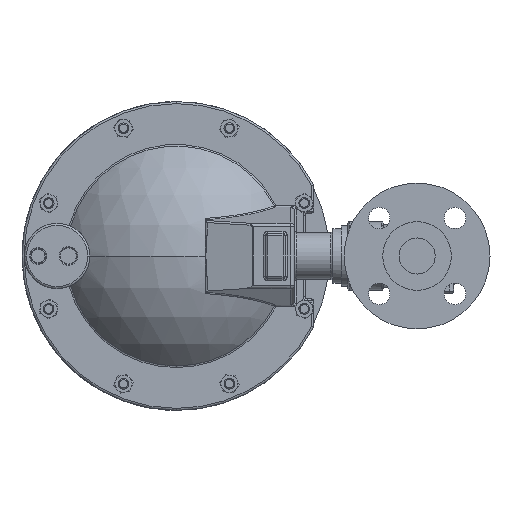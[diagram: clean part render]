
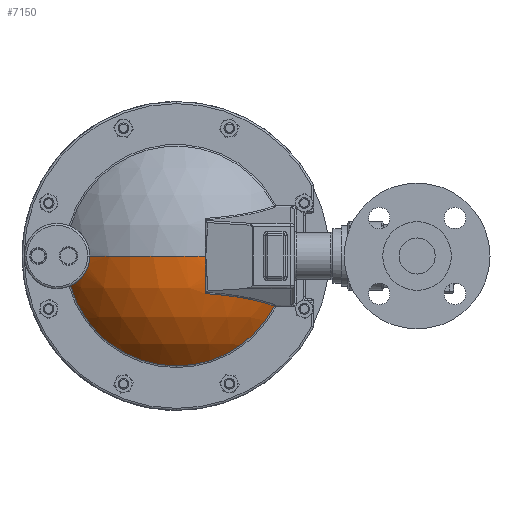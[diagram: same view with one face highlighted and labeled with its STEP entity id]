
A CAD part, left-side view. The second image highlights one B-rep face of the part: STEP entity #7150.
In plain terms, the highlighted spherical face has radius 101.6 mm.
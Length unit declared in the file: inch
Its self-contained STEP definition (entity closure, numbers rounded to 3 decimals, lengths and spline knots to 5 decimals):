
#2081 = EDGE_CURVE ( 'NONE', #7570, #48595, #49848, .T. ) ;
#2195 = CIRCLE ( 'NONE', #9531, 3.20295 ) ;
#2615 = CARTESIAN_POINT ( 'NONE',  ( 1.11814, 11.83634, 2.44422 ) ) ;
#2818 = CARTESIAN_POINT ( 'NONE',  ( 1.41073, 12.08316, 1.97751 ) ) ;
#3760 = AXIS2_PLACEMENT_3D ( 'NONE', #12268, #44578, #16878 ) ;
#4112 = CARTESIAN_POINT ( 'NONE',  ( 1.09628, 11.81691, 2.63737 ) ) ;
#4612 = CARTESIAN_POINT ( 'NONE',  ( 1.80091, 6.43881, 1.17787 ) ) ;
#4809 = FACE_OUTER_BOUND ( 'NONE', #11167, .T. ) ;
#6810 = CARTESIAN_POINT ( 'NONE',  ( 1.09628, 11.81691, 2.58139 ) ) ;
#7150 = ADVANCED_FACE ( 'NONE', ( #4809 ), #40201, .T. ) ;
#7225 = CARTESIAN_POINT ( 'NONE',  ( 1.14063, 11.85618, 2.36572 ) ) ;
#7421 = CARTESIAN_POINT ( 'NONE',  ( 1.50483, 12.15748, 1.90759 ) ) ;
#7570 = VERTEX_POINT ( 'NONE', #4612 ) ;
#7892 = CIRCLE ( 'NONE', #55345, 4. ) ;
#7980 = ORIENTED_EDGE ( 'NONE', *, *, #26075, .T. ) ;
#8076 = AXIS2_PLACEMENT_3D ( 'NONE', #29752, #57367, #34378 ) ;
#9163 = VERTEX_POINT ( 'NONE', #50726 ) ;
#9531 = AXIS2_PLACEMENT_3D ( 'NONE', #24121, #56407, #28807 ) ;
#10761 = CARTESIAN_POINT ( 'NONE',  ( 1.80091, 9.28991, -0.56558 ) ) ;
#11167 = EDGE_LOOP ( 'NONE', ( #58900, #48013, #53581, #7980, #53171, #17899, #47811, #44238 ) ) ;
#11868 = CARTESIAN_POINT ( 'NONE',  ( 1.16992, 11.88181, 2.29128 ) ) ;
#12068 = CARTESIAN_POINT ( 'NONE',  ( 1.58544, 12.21878, 1.86122 ) ) ;
#12268 = CARTESIAN_POINT ( 'NONE',  ( 4.19697, 8.44491, 2.63737 ) ) ;
#12521 = EDGE_CURVE ( 'NONE', #30060, #59822, #12702, .T. ) ;
#12702 = CIRCLE ( 'NONE', #12859, 3.20295 ) ;
#12859 = AXIS2_PLACEMENT_3D ( 'NONE', #49557, #21863, #54207 ) ;
#13954 = CARTESIAN_POINT ( 'NONE',  ( 4.19697, 9.28991, 2.63737 ) ) ;
#14066 = CARTESIAN_POINT ( 'NONE',  ( 1.80091, 12.37388, 1.77248 ) ) ;
#16282 = CARTESIAN_POINT ( 'NONE',  ( 4.19697, 8.44491, 2.63737 ) ) ;
#16489 = CARTESIAN_POINT ( 'NONE',  ( 1.20547, 11.91259, 2.22111 ) ) ;
#16510 = B_SPLINE_CURVE_WITH_KNOTS ( 'NONE', 3,
 ( #43773, #6810, #30294, #2615, #34917, #7225, #39549, #11868, #44177, #16489, #48802, #21112, #53466, #25819, #58113, #30492, #2818, #35111, #7421, #39747, #12068, #44381, #16694, #49006, #21311, #53665 ),
 .UNSPECIFIED., .F., .F.,
 ( 4, 2, 2, 2, 2, 2, 2, 2, 2, 2, 2, 2, 4 ),
 ( 0.03388, 0.03811, 0.04023, 0.04235, 0.04447, 0.04658, 0.05082, 0.05293, 0.05505, 0.05929, 0.0614, 0.06352, 0.06775 ),
 .UNSPECIFIED. ) ;
#16522 = EDGE_CURVE ( 'NONE', #9163, #49333, #54983, .T. ) ;
#16694 = CARTESIAN_POINT ( 'NONE',  ( 1.64821, 12.26537, 1.83035 ) ) ;
#16878 = DIRECTION ( 'NONE',  ( 0., 0., -1. ) ) ;
#17383 = CIRCLE ( 'NONE', #3760, 3.90973 ) ;
#17551 = DIRECTION ( 'NONE',  ( 0., 0., 1. ) ) ;
#17899 = ORIENTED_EDGE ( 'NONE', *, *, #41590, .T. ) ;
#18578 = DIRECTION ( 'NONE',  ( 0., 1., 0. ) ) ;
#19878 = AXIS2_PLACEMENT_3D ( 'NONE', #41921, #30495, #35314 ) ;
#20923 = DIRECTION ( 'NONE',  ( 0., 0., -1. ) ) ;
#21112 = CARTESIAN_POINT ( 'NONE',  ( 1.25966, 11.95888, 2.13545 ) ) ;
#21311 = CARTESIAN_POINT ( 'NONE',  ( 1.75618, 12.34306, 1.78649 ) ) ;
#21863 = DIRECTION ( 'NONE',  ( -1., 0., 0. ) ) ;
#22825 = EDGE_CURVE ( 'NONE', #56129, #48595, #29437, .T. ) ;
#24121 = CARTESIAN_POINT ( 'NONE',  ( 1.80091, 9.28991, 2.63737 ) ) ;
#25819 = CARTESIAN_POINT ( 'NONE',  ( 1.3401, 12.02583, 2.04255 ) ) ;
#26075 = EDGE_CURVE ( 'NONE', #54652, #30060, #16510, .T. ) ;
#28116 = AXIS2_PLACEMENT_3D ( 'NONE', #13954, #46267, #18578 ) ;
#28807 = DIRECTION ( 'NONE',  ( 0., 0., -1. ) ) ;
#29437 = CIRCLE ( 'NONE', #59230, 3.90973 ) ;
#29752 = CARTESIAN_POINT ( 'NONE',  ( 4.19697, 9.28991, 2.63737 ) ) ;
#30060 = VERTEX_POINT ( 'NONE', #14066 ) ;
#30294 = CARTESIAN_POINT ( 'NONE',  ( 1.10177, 11.82182, 2.52611 ) ) ;
#30492 = CARTESIAN_POINT ( 'NONE',  ( 1.39265, 12.06862, 1.99289 ) ) ;
#30495 = DIRECTION ( 'NONE',  ( -0.259, 0., -0.966 ) ) ;
#33446 = CARTESIAN_POINT ( 'NONE',  ( 0.19697, 9.28991, 2.63737 ) ) ;
#34378 = DIRECTION ( 'NONE',  ( 0., 1., 0. ) ) ;
#34917 = CARTESIAN_POINT ( 'NONE',  ( 1.12487, 11.8423, 2.41757 ) ) ;
#35111 = CARTESIAN_POINT ( 'NONE',  ( 1.46621, 12.12732, 1.9337 ) ) ;
#35314 = DIRECTION ( 'NONE',  ( -0.966, 0., 0.259 ) ) ;
#39549 = CARTESIAN_POINT ( 'NONE',  ( 1.14966, 11.86412, 2.34048 ) ) ;
#39747 = CARTESIAN_POINT ( 'NONE',  ( 1.56501, 12.20337, 1.87232 ) ) ;
#40201 = SPHERICAL_SURFACE ( 'NONE', #8076, 4. ) ;
#40448 = EDGE_CURVE ( 'NONE', #9163, #56129, #17383, .T. ) ;
#41590 = EDGE_CURVE ( 'NONE', #59822, #7570, #2195, .T. ) ;
#41921 = CARTESIAN_POINT ( 'NONE',  ( 3.67159, 9.28991, 0.67663 ) ) ;
#42546 = CARTESIAN_POINT ( 'NONE',  ( 0.33318, 8.44491, 2.03978 ) ) ;
#43773 = CARTESIAN_POINT ( 'NONE',  ( 1.09628, 11.81691, 2.63737 ) ) ;
#44177 = CARTESIAN_POINT ( 'NONE',  ( 1.18121, 11.89163, 2.2672 ) ) ;
#44238 = ORIENTED_EDGE ( 'NONE', *, *, #22825, .F. ) ;
#44381 = CARTESIAN_POINT ( 'NONE',  ( 1.62704, 12.24978, 1.84024 ) ) ;
#44578 = DIRECTION ( 'NONE',  ( 0., -1., 0. ) ) ;
#45236 = CARTESIAN_POINT ( 'NONE',  ( 4.19697, 9.28991, 2.63737 ) ) ;
#46267 = DIRECTION ( 'NONE',  ( 0., 0., -1. ) ) ;
#47811 = ORIENTED_EDGE ( 'NONE', *, *, #2081, .T. ) ;
#48013 = ORIENTED_EDGE ( 'NONE', *, *, #16522, .T. ) ;
#48465 = EDGE_CURVE ( 'NONE', #54652, #49333, #7892, .T. ) ;
#48593 = DIRECTION ( 'NONE',  ( 0., -1., 0. ) ) ;
#48595 = VERTEX_POINT ( 'NONE', #50647 ) ;
#48802 = CARTESIAN_POINT ( 'NONE',  ( 1.21844, 11.92373, 2.19904 ) ) ;
#49006 = CARTESIAN_POINT ( 'NONE',  ( 1.7124, 12.31202, 1.80257 ) ) ;
#49333 = VERTEX_POINT ( 'NONE', #33446 ) ;
#49557 = CARTESIAN_POINT ( 'NONE',  ( 1.80091, 9.28991, 2.63737 ) ) ;
#49848 = CIRCLE ( 'NONE', #19878, 3.44666 ) ;
#49877 = DIRECTION ( 'NONE',  ( 1., 0., 0. ) ) ;
#50647 = CARTESIAN_POINT ( 'NONE',  ( 0.44398, 8.44491, 1.54146 ) ) ;
#50726 = CARTESIAN_POINT ( 'NONE',  ( 0.28724, 8.44491, 2.63737 ) ) ;
#53171 = ORIENTED_EDGE ( 'NONE', *, *, #12521, .T. ) ;
#53466 = CARTESIAN_POINT ( 'NONE',  ( 1.29019, 11.98459, 2.09652 ) ) ;
#53581 = ORIENTED_EDGE ( 'NONE', *, *, #48465, .F. ) ;
#53665 = CARTESIAN_POINT ( 'NONE',  ( 1.80091, 12.37388, 1.77248 ) ) ;
#54207 = DIRECTION ( 'NONE',  ( 0., 0., -1. ) ) ;
#54652 = VERTEX_POINT ( 'NONE', #4112 ) ;
#54983 = CIRCLE ( 'NONE', #28116, 4. ) ;
#55345 = AXIS2_PLACEMENT_3D ( 'NONE', #45236, #17551, #49877 ) ;
#56129 = VERTEX_POINT ( 'NONE', #42546 ) ;
#56407 = DIRECTION ( 'NONE',  ( -1., 0., 0. ) ) ;
#57367 = DIRECTION ( 'NONE',  ( 0., 0., -1. ) ) ;
#58113 = CARTESIAN_POINT ( 'NONE',  ( 1.35736, 12.03998, 2.02538 ) ) ;
#58900 = ORIENTED_EDGE ( 'NONE', *, *, #40448, .F. ) ;
#59230 = AXIS2_PLACEMENT_3D ( 'NONE', #16282, #48593, #20923 ) ;
#59822 = VERTEX_POINT ( 'NONE', #10761 ) ;
